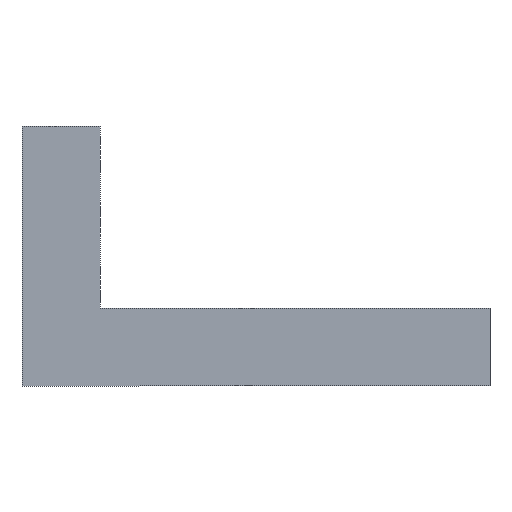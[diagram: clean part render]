
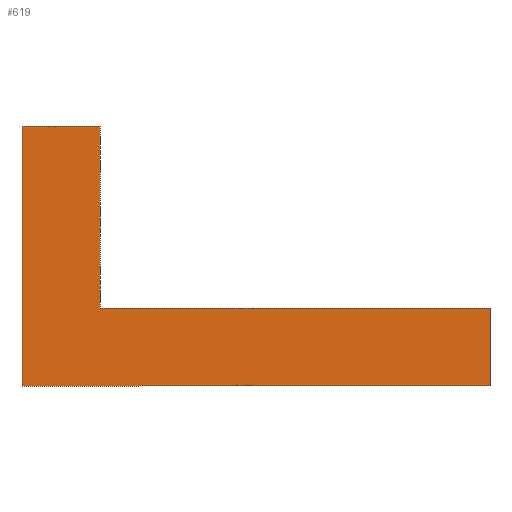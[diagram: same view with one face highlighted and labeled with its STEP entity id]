
A CAD part, front view. The second image highlights one B-rep face of the part: STEP entity #619.
In plain terms, the highlighted planar face has unit normal (0, -1, 0).
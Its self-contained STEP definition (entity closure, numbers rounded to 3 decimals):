
#357=VERTEX_POINT('',#980);
#393=EDGE_CURVE('',#631,#751,#1026,.T.);
#465=VERTEX_POINT('',#1109);
#483=EDGE_CURVE('',#525,#465,#1131,.T.);
#521=VERTEX_POINT('',#1172);
#525=VERTEX_POINT('',#1177);
#529=EDGE_CURVE('',#751,#357,#1181,.T.);
#561=EDGE_CURVE('',#521,#631,#1214,.T.);
#619=ADVANCED_FACE('',(#1281),#1282,.T.);
#623=EDGE_CURVE('',#465,#521,#1286,.T.);
#631=VERTEX_POINT('',#1294);
#645=EDGE_CURVE('',#357,#525,#1309,.T.);
#751=VERTEX_POINT('',#1429);
#980=CARTESIAN_POINT('',(180.0,-20.0,0.));
#1026=LINE('',#1738,#1739);
#1109=CARTESIAN_POINT('',(0.0,-20.0,100.0));
#1131=LINE('',#1889,#1890);
#1172=CARTESIAN_POINT('',(30.0,-20.0,100.0));
#1177=CARTESIAN_POINT('',(0.0,-20.0,0.0));
#1181=LINE('',#1961,#1962);
#1214=LINE('',#2010,#2011);
#1281=FACE_OUTER_BOUND('',#2100,.T.);
#1282=PLANE('',#2101);
#1286=LINE('',#2108,#2109);
#1294=CARTESIAN_POINT('',(30.0,-20.0,30.0));
#1309=LINE('',#2140,#2141);
#1429=CARTESIAN_POINT('',(180.0,-20.0,30.0));
#1738=CARTESIAN_POINT('',(180.0,-20.0,30.0));
#1739=VECTOR('',#2641,1.0);
#1889=CARTESIAN_POINT('',(0.0,-20.0,100.0));
#1890=VECTOR('',#2774,1.0);
#1961=CARTESIAN_POINT('',(180.0,-20.0,0.));
#1962=VECTOR('',#2834,1.0);
#2010=CARTESIAN_POINT('',(30.0,-20.0,30.0));
#2011=VECTOR('',#2855,1.0);
#2100=EDGE_LOOP('',(#2947,#2948,#2949,#2950,#2951,#2952));
#2101=AXIS2_PLACEMENT_3D('',#2953,#2954,#2955);
#2108=CARTESIAN_POINT('',(30.0,-20.0,100.0));
#2109=VECTOR('',#2957,1.0);
#2140=CARTESIAN_POINT('',(0.0,-20.0,0.0));
#2141=VECTOR('',#2977,1.0);
#2641=DIRECTION('',(1.0,0.0,0.0));
#2774=DIRECTION('',(0.0,0.,1.0));
#2834=DIRECTION('',(0.0,0.,-1.0));
#2855=DIRECTION('',(0.0,0.,-1.0));
#2947=ORIENTED_EDGE('',*,*,#645,.F.);
#2948=ORIENTED_EDGE('',*,*,#529,.F.);
#2949=ORIENTED_EDGE('',*,*,#393,.F.);
#2950=ORIENTED_EDGE('',*,*,#561,.F.);
#2951=ORIENTED_EDGE('',*,*,#623,.F.);
#2952=ORIENTED_EDGE('',*,*,#483,.F.);
#2953=CARTESIAN_POINT('',(71.25,-20.0,31.25));
#2954=DIRECTION('',(0.0,-1.0,0.));
#2955=DIRECTION('',(1.0,0.0,0.0));
#2957=DIRECTION('',(1.0,0.0,0.0));
#2977=DIRECTION('',(-1.0,0.0,0.0));
